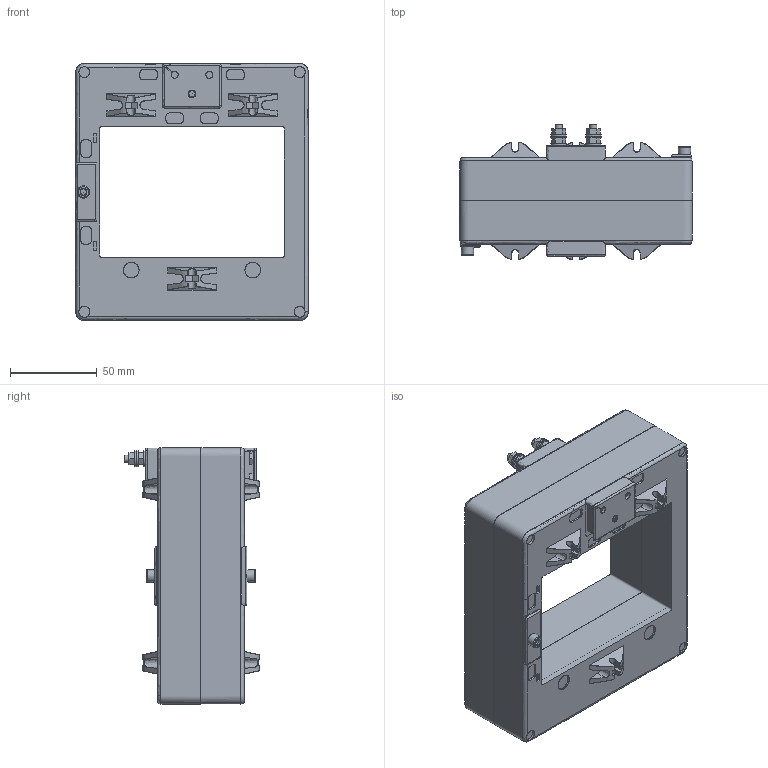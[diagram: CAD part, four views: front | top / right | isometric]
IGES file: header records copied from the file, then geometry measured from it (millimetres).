
Global section: file name: 84HTAT107 Horizontal busbar.igs; native system: Rhinoceros ( Jul 17 2013 ); preprocessor: Trout Lake IGES 012 Jul 17 2013; date: 151124.084838; units: millimetre
Bounding box: 134 x 77.69 x 148 mm (x, y, z)
Surface area: 153089.7 mm2 (no closed solid volume)
Topology: 0 solids, 0 shells, 1104 faces, 21556 edges, 21334 vertices
Faces by surface type: bspline 1104
